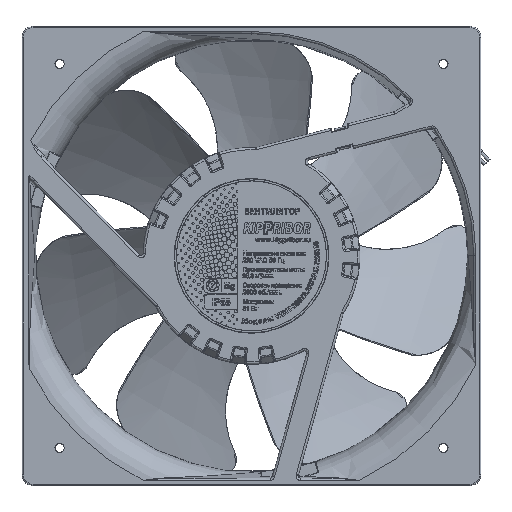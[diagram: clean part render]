
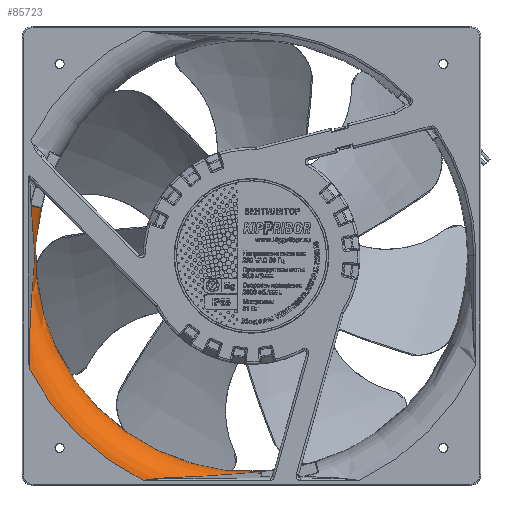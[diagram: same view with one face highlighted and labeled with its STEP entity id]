
A CAD part, top view. The second image highlights one B-rep face of the part: STEP entity #85723.
In plain terms, the highlighted toroidal (fillet/blend) face has major radius 112.938 mm and minor radius 15 mm.
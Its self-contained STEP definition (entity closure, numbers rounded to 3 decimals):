
#3430=TOROIDAL_SURFACE('',#91403,112.938,15.);
#16199=B_SPLINE_CURVE_WITH_KNOTS('',3,(#113458,#113459,#113460,#113461,
#113462,#113463),.UNSPECIFIED.,.F.,.F.,(4,2,4),(-0.005,0.,
2.363),.UNSPECIFIED.);
#16201=B_SPLINE_CURVE_WITH_KNOTS('',3,(#113507,#113508,#113509,#113510,
#113511,#113512,#113513,#113514),.UNSPECIFIED.,.F.,.F.,(4,1,1,2,4),(3.905,
4.958,6.011,9.171,9.176),
 .UNSPECIFIED.);
#16210=B_SPLINE_CURVE_WITH_KNOTS('',3,(#113716,#113717,#113718,#113719),
 .UNSPECIFIED.,.F.,.F.,(4,4),(-0.396,-0.382),
 .UNSPECIFIED.);
#16213=B_SPLINE_CURVE_WITH_KNOTS('',3,(#113762,#113763,#113764,#113765,
#113766,#113767),.UNSPECIFIED.,.F.,.F.,(4,2,4),(-0.395,-0.393,
0.),.UNSPECIFIED.);
#16214=B_SPLINE_CURVE_WITH_KNOTS('',3,(#113789,#113790,#113791,#113792),
 .UNSPECIFIED.,.F.,.F.,(4,4),(-0.166,0.),.UNSPECIFIED.);
#16217=B_SPLINE_CURVE_WITH_KNOTS('',3,(#113887,#113888,#113889,#113890,
#113891,#113892),.UNSPECIFIED.,.F.,.F.,(4,2,4),(0.,1.081,1.084),
 .UNSPECIFIED.);
#16218=B_SPLINE_CURVE_WITH_KNOTS('',3,(#113894,#113895,#113896,#113897,
#113898,#113899),.UNSPECIFIED.,.F.,.F.,(4,2,4),(-0.005,0.,
3.989),.UNSPECIFIED.);
#16219=B_SPLINE_CURVE_WITH_KNOTS('',3,(#113900,#113901,#113902,#113903,
#113904,#113905),.UNSPECIFIED.,.F.,.F.,(4,2,4),(0.536,0.967,
0.971),.UNSPECIFIED.);
#16220=B_SPLINE_CURVE_WITH_KNOTS('',3,(#113909,#113910,#113911,#113912,
#113913,#113914),.UNSPECIFIED.,.F.,.F.,(4,2,4),(-0.393,0.,0.002),
 .UNSPECIFIED.);
#16221=B_SPLINE_CURVE_WITH_KNOTS('',3,(#113915,#113916,#113917,#113918),
 .UNSPECIFIED.,.F.,.F.,(4,4),(-0.865,0.),.UNSPECIFIED.);
#22190=FACE_OUTER_BOUND('',#27555,.T.);
#27555=EDGE_LOOP('',(#57526,#57527,#57528,#57529,#57530,#57531,#57532,#57533,
#57534,#57535,#57536,#57537));
#33438=CIRCLE('',#91404,112.938);
#33439=CIRCLE('',#91405,97.951);
#35552=VERTEX_POINT('',#113450);
#35553=VERTEX_POINT('',#113457);
#35555=VERTEX_POINT('',#113498);
#35568=VERTEX_POINT('',#113715);
#35570=VERTEX_POINT('',#113752);
#35572=VERTEX_POINT('',#113755);
#35573=VERTEX_POINT('',#113788);
#35581=VERTEX_POINT('',#113884);
#35582=VERTEX_POINT('',#113886);
#35583=VERTEX_POINT('',#113893);
#35584=VERTEX_POINT('',#113906);
#35585=VERTEX_POINT('',#113908);
#44049=EDGE_CURVE('',#35552,#35553,#16199,.T.);
#44052=EDGE_CURVE('',#35555,#35552,#16201,.T.);
#44073=EDGE_CURVE('',#35553,#35568,#16210,.T.);
#44079=EDGE_CURVE('',#35572,#35570,#16213,.T.);
#44080=EDGE_CURVE('',#35570,#35573,#16214,.T.);
#44093=EDGE_CURVE('',#35555,#35581,#33438,.T.);
#44094=EDGE_CURVE('',#35582,#35581,#16217,.T.);
#44095=EDGE_CURVE('',#35583,#35582,#16218,.T.);
#44096=EDGE_CURVE('',#35573,#35583,#16219,.T.);
#44097=EDGE_CURVE('',#35572,#35584,#33439,.T.);
#44098=EDGE_CURVE('',#35585,#35584,#16220,.T.);
#44099=EDGE_CURVE('',#35568,#35585,#16221,.T.);
#57526=ORIENTED_EDGE('',*,*,#44052,.F.);
#57527=ORIENTED_EDGE('',*,*,#44093,.T.);
#57528=ORIENTED_EDGE('',*,*,#44094,.F.);
#57529=ORIENTED_EDGE('',*,*,#44095,.F.);
#57530=ORIENTED_EDGE('',*,*,#44096,.F.);
#57531=ORIENTED_EDGE('',*,*,#44080,.F.);
#57532=ORIENTED_EDGE('',*,*,#44079,.F.);
#57533=ORIENTED_EDGE('',*,*,#44097,.T.);
#57534=ORIENTED_EDGE('',*,*,#44098,.F.);
#57535=ORIENTED_EDGE('',*,*,#44099,.F.);
#57536=ORIENTED_EDGE('',*,*,#44073,.F.);
#57537=ORIENTED_EDGE('',*,*,#44049,.F.);
#85723=ADVANCED_FACE('',(#22190),#3430,.T.);
#91403=AXIS2_PLACEMENT_3D('',#113883,#96691,#96692);
#91404=AXIS2_PLACEMENT_3D('',#113885,#96693,#96694);
#91405=AXIS2_PLACEMENT_3D('',#113907,#96695,#96696);
#96691=DIRECTION('center_axis',(0.,0.,-1.));
#96692=DIRECTION('ref_axis',(-1.,0.,0.));
#96693=DIRECTION('center_axis',(0.,0.,1.));
#96694=DIRECTION('ref_axis',(-1.,0.,0.));
#96695=DIRECTION('center_axis',(0.,0.,-1.));
#96696=DIRECTION('ref_axis',(-1.,0.,0.));
#113450=CARTESIAN_POINT('',(-98.3,0.,60.276));
#113457=CARTESIAN_POINT('',(-99.91,22.431,67.672));
#113458=CARTESIAN_POINT('Ctrl Pts',(-98.3,0.,
60.276));
#113459=CARTESIAN_POINT('Ctrl Pts',(-98.301,0.015,
60.281));
#113460=CARTESIAN_POINT('Ctrl Pts',(-98.303,0.029,
60.287));
#113461=CARTESIAN_POINT('Ctrl Pts',(-98.918,7.404,
63.036));
#113462=CARTESIAN_POINT('Ctrl Pts',(-99.479,14.846,
65.615));
#113463=CARTESIAN_POINT('Ctrl Pts',(-99.91,22.431,
67.672));
#113498=CARTESIAN_POINT('',(-100.724,-51.086,72.));
#113507=CARTESIAN_POINT('Ctrl Pts',(-100.724,-51.086,
72.));
#113508=CARTESIAN_POINT('Ctrl Pts',(-100.747,-47.585,
72.));
#113509=CARTESIAN_POINT('Ctrl Pts',(-100.683,-40.563,
71.518));
#113510=CARTESIAN_POINT('Ctrl Pts',(-100.095,-23.174,
68.468));
#113511=CARTESIAN_POINT('Ctrl Pts',(-99.124,-9.893,
63.959));
#113512=CARTESIAN_POINT('Ctrl Pts',(-98.303,-0.029,
60.287));
#113513=CARTESIAN_POINT('Ctrl Pts',(-98.301,-0.015,
60.281));
#113514=CARTESIAN_POINT('Ctrl Pts',(-98.3,0.,
60.276));
#113715=CARTESIAN_POINT('',(-99.816,22.4,67.574));
#113716=CARTESIAN_POINT('Ctrl Pts',(-99.91,22.431,
67.672));
#113717=CARTESIAN_POINT('Ctrl Pts',(-99.88,22.418,
67.64));
#113718=CARTESIAN_POINT('Ctrl Pts',(-99.848,22.407,
67.607));
#113719=CARTESIAN_POINT('Ctrl Pts',(-99.816,22.4,67.574));
#113752=CARTESIAN_POINT('',(4.056,-98.2,60.202));
#113755=CARTESIAN_POINT('',(4.541,-97.846,56.376));
#113762=CARTESIAN_POINT('Ctrl Pts',(4.541,-97.846,
56.376));
#113763=CARTESIAN_POINT('Ctrl Pts',(4.54,-97.846,
56.381));
#113764=CARTESIAN_POINT('Ctrl Pts',(4.539,-97.845,
56.386));
#113765=CARTESIAN_POINT('Ctrl Pts',(4.308,-97.804,
57.658));
#113766=CARTESIAN_POINT('Ctrl Pts',(4.044,-97.925,
58.943));
#113767=CARTESIAN_POINT('Ctrl Pts',(4.056,-98.2,
60.202));
#113788=CARTESIAN_POINT('',(4.076,-98.634,61.773));
#113789=CARTESIAN_POINT('Ctrl Pts',(4.056,-98.2,
60.202));
#113790=CARTESIAN_POINT('Ctrl Pts',(4.062,-98.316,
60.733));
#113791=CARTESIAN_POINT('Ctrl Pts',(4.068,-98.461,
61.258));
#113792=CARTESIAN_POINT('Ctrl Pts',(4.076,-98.634,61.773));
#113883=CARTESIAN_POINT('Origin',(0.,0.,57.));
#113884=CARTESIAN_POINT('',(-49.062,-101.725,72.));
#113885=CARTESIAN_POINT('Origin',(0.,0.,72.));
#113886=CARTESIAN_POINT('',(-38.365,-100.587,71.039));
#113887=CARTESIAN_POINT('Ctrl Pts',(-38.365,-100.587,
71.039));
#113888=CARTESIAN_POINT('Ctrl Pts',(-41.924,-100.681,
71.549));
#113889=CARTESIAN_POINT('Ctrl Pts',(-45.493,-101.151,
72.));
#113890=CARTESIAN_POINT('Ctrl Pts',(-49.042,-101.722,
72.));
#113891=CARTESIAN_POINT('Ctrl Pts',(-49.052,-101.723,
72.));
#113892=CARTESIAN_POINT('Ctrl Pts',(-49.062,-101.725,
72.));
#113893=CARTESIAN_POINT('',(0.,-98.3,60.276));
#113894=CARTESIAN_POINT('Ctrl Pts',(0.,-98.3,
60.276));
#113895=CARTESIAN_POINT('Ctrl Pts',(-0.015,-98.301,
60.281));
#113896=CARTESIAN_POINT('Ctrl Pts',(-0.029,-98.303,
60.287));
#113897=CARTESIAN_POINT('Ctrl Pts',(-12.469,-99.339,
64.917));
#113898=CARTESIAN_POINT('Ctrl Pts',(-25.233,-100.24,
69.156));
#113899=CARTESIAN_POINT('Ctrl Pts',(-38.365,-100.587,
71.039));
#113900=CARTESIAN_POINT('Ctrl Pts',(4.076,-98.634,61.773));
#113901=CARTESIAN_POINT('Ctrl Pts',(2.729,-98.526,
61.287));
#113902=CARTESIAN_POINT('Ctrl Pts',(1.385,-98.416,
60.792));
#113903=CARTESIAN_POINT('Ctrl Pts',(0.029,-98.303,
60.287));
#113904=CARTESIAN_POINT('Ctrl Pts',(0.015,-98.301,
60.281));
#113905=CARTESIAN_POINT('Ctrl Pts',(0.,-98.3,
60.276));
#113906=CARTESIAN_POINT('',(-95.466,21.925,56.376));
#113907=CARTESIAN_POINT('Origin',(0.,0.,56.376));
#113908=CARTESIAN_POINT('',(-95.901,21.511,60.202));
#113909=CARTESIAN_POINT('Ctrl Pts',(-95.901,21.511,60.202));
#113910=CARTESIAN_POINT('Ctrl Pts',(-95.633,21.45,
58.943));
#113911=CARTESIAN_POINT('Ctrl Pts',(-95.467,21.686,
57.659));
#113912=CARTESIAN_POINT('Ctrl Pts',(-95.466,21.923,
56.386));
#113913=CARTESIAN_POINT('Ctrl Pts',(-95.466,21.924,
56.381));
#113914=CARTESIAN_POINT('Ctrl Pts',(-95.466,21.925,
56.376));
#113915=CARTESIAN_POINT('Ctrl Pts',(-99.816,22.4,67.574));
#113916=CARTESIAN_POINT('Ctrl Pts',(-97.867,21.957,
65.562));
#113917=CARTESIAN_POINT('Ctrl Pts',(-96.491,21.645,62.973));
#113918=CARTESIAN_POINT('Ctrl Pts',(-95.901,21.511,
60.202));
